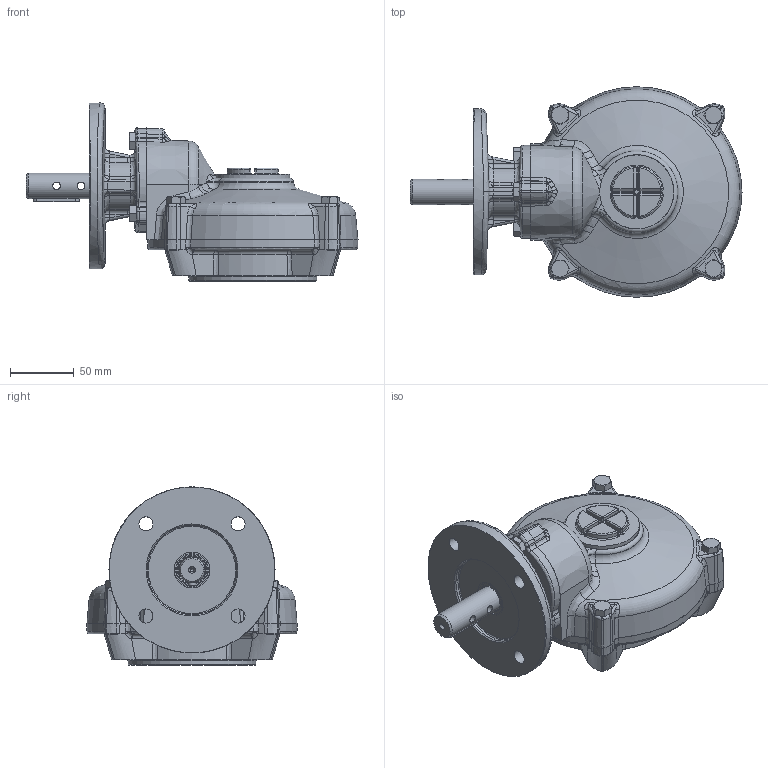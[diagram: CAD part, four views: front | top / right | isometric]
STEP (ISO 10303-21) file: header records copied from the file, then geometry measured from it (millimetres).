
FILE_DESCRIPTION(/* description */ ('Unknown'),/* implementation_level */ '2;1');
FILE_NAME(/* name */ 'PUB-HOB3-EFLG-F14_FA14',/* time_stamp */ '2016-11-30T12:06:20+00:00',/* author */ ('Unknown'),/* organization */ ('Unknown'),/* preprocessor_version */ 'ST-DEVELOPER v16',/* originating_system */ 'DEX',/* authorisation */ $);
FILE_SCHEMA (('AUTOMOTIVE_DESIGN {1 0 10303 214 3 1 1}'));
Products named in the file (1): PUB-HOB3-EFLG-F14_FA14
Bounding box: 259.9 x 164.79 x 139.5 mm (x, y, z)
Volume: 1070916.3 mm3; surface area: 294097.9 mm2
Topology: 17 solids, 18 shells, 1058 faces, 2486 edges, 1439 vertices
Faces by surface type: cylinder 260, bspline 228, plane 222, cone 159, torus 123, sphere 66
Full cylindrical faces by diameter (mm): 2.5 x2, 6 x3, 6.647 x14, 8 x7, 9 x7, 11 x4, 13.835 x8, 20 x1, 21.533 x1, 23 x2, 24 x1, 27.667 x1, 28 x2, 40 x1, 44 x1, 47 x1, 49.835 x1, 52 x1, 54 x1, 55 x5, 58 x4, 60.6 x1, 69 x2, 70 x1, 73 x1, 76 x1, 80 x1, 100 x1, 104.35 x1, 110 x3
Entity records: 45459 total; most frequent: CARTESIAN_POINT 18443, DIRECTION 4340, ORIENTED_EDGE 4310, EDGE_CURVE 2155, AXIS2_PLACEMENT_3D 1923, VERTEX_POINT 1370, FACE_BOUND 1335, EDGE_LOOP 1320
